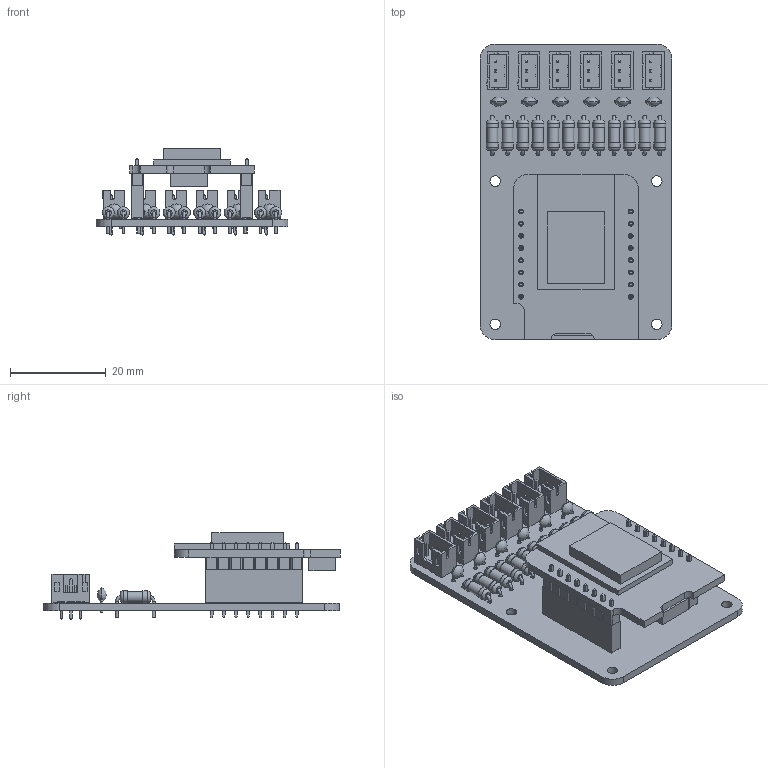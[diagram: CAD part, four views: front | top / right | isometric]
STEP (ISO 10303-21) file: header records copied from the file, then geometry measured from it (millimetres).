
FILE_DESCRIPTION(('KiCad electronic assembly'),'2;1');
FILE_NAME('button_box.step','2021-04-19T12:35:50',('An Author'),( 'A Company'),'Open CASCADE STEP processor 6.9', 'KiCad to STEP converter','Unknown');
FILE_SCHEMA(('AUTOMOTIVE_DESIGN { 1 0 10303 214 1 1 1 1 }'));
Length unit declared in the file: millimetre
Products named in the file (14): Open CASCADE STEP translator 6.9 1; WEMOS_D1_mini_light; SOLID; PinHeader_1x08_P2.54mm_Vertical; PinSocket_1x08_P2.54mm_Vertical; R_Axial_DIN0207_L6.3mm_D2.5mm_P7.62mm_Horizontal; C_Disc_D3.0mm_W2.0mm_P2.50mm; JST_PH_B3B-PH-K_1x03_P2.00mm_Vertical; COMPOUND
Assembly tree (36 placements, depth 3):
  Open CASCADE STEP translator 6.9 1
    WEMOS_D1_mini_light
      SOLID
    PinHeader_1x08_P2.54mm_Vertical  x2
      SOLID
    PinSocket_1x08_P2.54mm_Vertical  x2
      SOLID
    R_Axial_DIN0207_L6.3mm_D2.5mm_P7.62mm_Horizontal  x12
      SOLID
    C_Disc_D3.0mm_W2.0mm_P2.50mm  x6
      SOLID
    JST_PH_B3B-PH-K_1x03_P2.00mm_Vertical  x6
      SOLID
    COMPOUND
Bounding box: 40.01 x 61.7 x 18 mm (x, y, z)
Volume: 8249.8 mm3; surface area: 12734.7 mm2
Topology: 30 solids, 30 shells, 2019 faces, 5066 edges, 3254 vertices
Faces by surface type: plane 1740, cylinder 207, torus 48, revolution 12, sphere 12
Full cylindrical faces by diameter (mm): 0.5 x12, 0.6 x24, 0.75 x18, 0.8 x36, 1 x32, 2.2 x4, 2.25 x12, 2.5 x24
Entity records: 54042 total; most frequent: CARTESIAN_POINT 9915, DIRECTION 7406, LINE 5189, VECTOR 5189, ORIENTED_EDGE 3784, PCURVE 3784, DEFINITIONAL_REPRESENTATION 3784, EDGE_CURVE 1892
